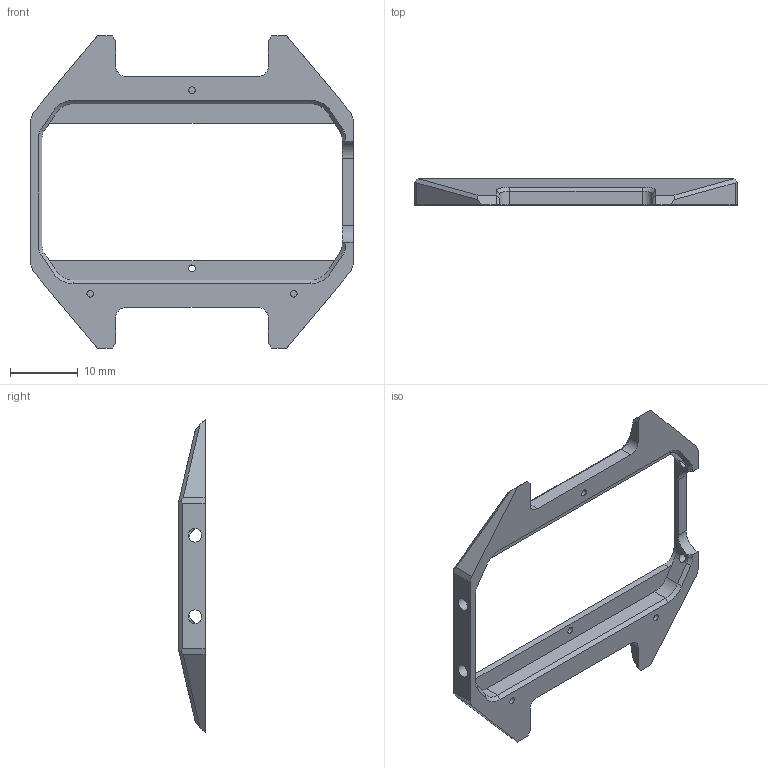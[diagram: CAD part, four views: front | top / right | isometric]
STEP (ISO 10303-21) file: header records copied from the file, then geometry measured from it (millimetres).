
FILE_DESCRIPTION(/* description */ (''),/* implementation_level */ '2;1');
FILE_NAME(/* name */ 'Case_top v53.step',/* time_stamp */ '2024-11-16T23:27:53+01:00',/* author */ (''),/* organization */ (''),/* preprocessor_version */ 'ST-DEVELOPER v20',/* originating_system */ 'Autodesk Translation Framework v13.20.0.188',/* authorisation */ '');
FILE_SCHEMA (('AUTOMOTIVE_DESIGN { 1 0 10303 214 3 1 1 }'));
Length unit declared in the file: millimetre
Products named in the file (1): Case_top
Bounding box: 47.5 x 3.85 x 46 mm (x, y, z)
Volume: 1685.9 mm3; surface area: 2467.8 mm2
Topology: 1 solids, 1 shells, 113 faces, 308 edges, 194 vertices
Faces by surface type: plane 69, cylinder 28, cone 8, bspline 8
Full cylindrical faces by diameter (mm): 0.969 x3, 1 x1, 1.22 x2, 2 x2
Entity records: 3749 total; most frequent: CARTESIAN_POINT 852, ORIENTED_EDGE 616, DIRECTION 570, EDGE_CURVE 308, LINE 218, VECTOR 218, VERTEX_POINT 194, AXIS2_PLACEMENT_3D 176
